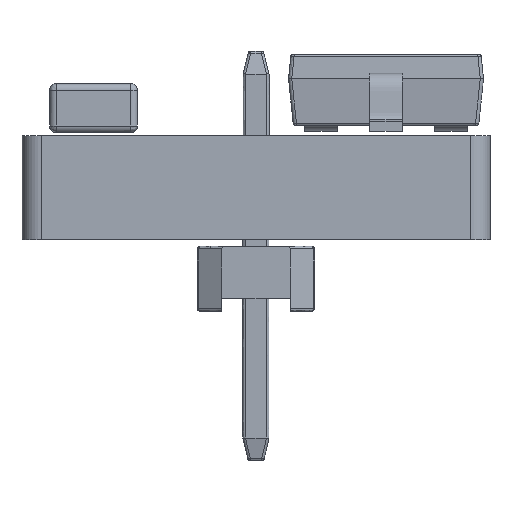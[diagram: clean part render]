
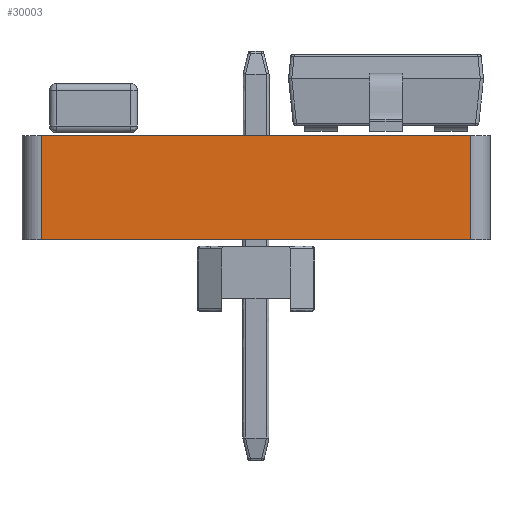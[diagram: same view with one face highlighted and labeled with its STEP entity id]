
A CAD part, front view. The second image highlights one B-rep face of the part: STEP entity #30003.
In plain terms, the highlighted planar face has unit normal (0, -1, 0).
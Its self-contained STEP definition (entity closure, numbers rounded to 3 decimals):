
#29885 = EDGE_CURVE('',#29886,#29888,#29890,.T.);
#29886 = VERTEX_POINT('',#29887);
#29887 = CARTESIAN_POINT('',(3.3,-1.6,0.));
#29888 = VERTEX_POINT('',#29889);
#29889 = CARTESIAN_POINT('',(3.3,-1.6,1.6));
#29890 = SURFACE_CURVE('',#29891,(#29895,#29907),.PCURVE_S1.);
#29891 = LINE('',#29892,#29893);
#29892 = CARTESIAN_POINT('',(3.3,-1.6,0.));
#29893 = VECTOR('',#29894,1.);
#29894 = DIRECTION('',(0.,0.,1.));
#29895 = PCURVE('',#29896,#29901);
#29896 = CYLINDRICAL_SURFACE('',#29897,0.3);
#29897 = AXIS2_PLACEMENT_3D('',#29898,#29899,#29900);
#29898 = CARTESIAN_POINT('',(3.3,-1.3,0.));
#29899 = DIRECTION('',(-0.,-0.,-1.));
#29900 = DIRECTION('',(1.,0.,-0.));
#29901 = DEFINITIONAL_REPRESENTATION('',(#29902),#29906);
#29902 = LINE('',#29903,#29904);
#29903 = CARTESIAN_POINT('',(-4.712,0.));
#29904 = VECTOR('',#29905,1.);
#29905 = DIRECTION('',(-0.,-1.));
#29906 = ( GEOMETRIC_REPRESENTATION_CONTEXT(2) 
PARAMETRIC_REPRESENTATION_CONTEXT() REPRESENTATION_CONTEXT('2D SPACE',''
  ) );
#29907 = PCURVE('',#29908,#29913);
#29908 = PLANE('',#29909);
#29909 = AXIS2_PLACEMENT_3D('',#29910,#29911,#29912);
#29910 = CARTESIAN_POINT('',(-3.3,-1.6,0.));
#29911 = DIRECTION('',(0.,1.,0.));
#29912 = DIRECTION('',(1.,0.,0.));
#29913 = DEFINITIONAL_REPRESENTATION('',(#29914),#29918);
#29914 = LINE('',#29915,#29916);
#29915 = CARTESIAN_POINT('',(6.6,0.));
#29916 = VECTOR('',#29917,1.);
#29917 = DIRECTION('',(0.,-1.));
#29918 = ( GEOMETRIC_REPRESENTATION_CONTEXT(2) 
PARAMETRIC_REPRESENTATION_CONTEXT() REPRESENTATION_CONTEXT('2D SPACE',''
  ) );
#29937 = PLANE('',#29938);
#29938 = AXIS2_PLACEMENT_3D('',#29939,#29940,#29941);
#29939 = CARTESIAN_POINT('',(0.,0.9,1.6));
#29940 = DIRECTION('',(0.,0.,1.));
#29941 = DIRECTION('',(1.,0.,-0.));
#29992 = PLANE('',#29993);
#29993 = AXIS2_PLACEMENT_3D('',#29994,#29995,#29996);
#29994 = CARTESIAN_POINT('',(0.,0.9,0.));
#29995 = DIRECTION('',(0.,0.,1.));
#29996 = DIRECTION('',(1.,0.,-0.));
#30003 = ADVANCED_FACE('',(#30004),#29908,.F.);
#30004 = FACE_BOUND('',#30005,.F.);
#30005 = EDGE_LOOP('',(#30006,#30036,#30057,#30058));
#30006 = ORIENTED_EDGE('',*,*,#30007,.T.);
#30007 = EDGE_CURVE('',#30008,#30010,#30012,.T.);
#30008 = VERTEX_POINT('',#30009);
#30009 = CARTESIAN_POINT('',(-3.3,-1.6,0.));
#30010 = VERTEX_POINT('',#30011);
#30011 = CARTESIAN_POINT('',(-3.3,-1.6,1.6));
#30012 = SURFACE_CURVE('',#30013,(#30017,#30024),.PCURVE_S1.);
#30013 = LINE('',#30014,#30015);
#30014 = CARTESIAN_POINT('',(-3.3,-1.6,0.));
#30015 = VECTOR('',#30016,1.);
#30016 = DIRECTION('',(0.,0.,1.));
#30017 = PCURVE('',#29908,#30018);
#30018 = DEFINITIONAL_REPRESENTATION('',(#30019),#30023);
#30019 = LINE('',#30020,#30021);
#30020 = CARTESIAN_POINT('',(0.,0.));
#30021 = VECTOR('',#30022,1.);
#30022 = DIRECTION('',(0.,-1.));
#30023 = ( GEOMETRIC_REPRESENTATION_CONTEXT(2) 
PARAMETRIC_REPRESENTATION_CONTEXT() REPRESENTATION_CONTEXT('2D SPACE',''
  ) );
#30024 = PCURVE('',#30025,#30030);
#30025 = CYLINDRICAL_SURFACE('',#30026,0.3);
#30026 = AXIS2_PLACEMENT_3D('',#30027,#30028,#30029);
#30027 = CARTESIAN_POINT('',(-3.3,-1.3,0.));
#30028 = DIRECTION('',(-0.,-0.,-1.));
#30029 = DIRECTION('',(1.,0.,-0.));
#30030 = DEFINITIONAL_REPRESENTATION('',(#30031),#30035);
#30031 = LINE('',#30032,#30033);
#30032 = CARTESIAN_POINT('',(-4.712,0.));
#30033 = VECTOR('',#30034,1.);
#30034 = DIRECTION('',(-0.,-1.));
#30035 = ( GEOMETRIC_REPRESENTATION_CONTEXT(2) 
PARAMETRIC_REPRESENTATION_CONTEXT() REPRESENTATION_CONTEXT('2D SPACE',''
  ) );
#30036 = ORIENTED_EDGE('',*,*,#30037,.T.);
#30037 = EDGE_CURVE('',#30010,#29888,#30038,.T.);
#30038 = SURFACE_CURVE('',#30039,(#30043,#30050),.PCURVE_S1.);
#30039 = LINE('',#30040,#30041);
#30040 = CARTESIAN_POINT('',(-3.3,-1.6,1.6));
#30041 = VECTOR('',#30042,1.);
#30042 = DIRECTION('',(1.,0.,0.));
#30043 = PCURVE('',#29908,#30044);
#30044 = DEFINITIONAL_REPRESENTATION('',(#30045),#30049);
#30045 = LINE('',#30046,#30047);
#30046 = CARTESIAN_POINT('',(0.,-1.6));
#30047 = VECTOR('',#30048,1.);
#30048 = DIRECTION('',(1.,0.));
#30049 = ( GEOMETRIC_REPRESENTATION_CONTEXT(2) 
PARAMETRIC_REPRESENTATION_CONTEXT() REPRESENTATION_CONTEXT('2D SPACE',''
  ) );
#30050 = PCURVE('',#29937,#30051);
#30051 = DEFINITIONAL_REPRESENTATION('',(#30052),#30056);
#30052 = LINE('',#30053,#30054);
#30053 = CARTESIAN_POINT('',(-3.3,-2.5));
#30054 = VECTOR('',#30055,1.);
#30055 = DIRECTION('',(1.,0.));
#30056 = ( GEOMETRIC_REPRESENTATION_CONTEXT(2) 
PARAMETRIC_REPRESENTATION_CONTEXT() REPRESENTATION_CONTEXT('2D SPACE',''
  ) );
#30057 = ORIENTED_EDGE('',*,*,#29885,.F.);
#30058 = ORIENTED_EDGE('',*,*,#30059,.F.);
#30059 = EDGE_CURVE('',#30008,#29886,#30060,.T.);
#30060 = SURFACE_CURVE('',#30061,(#30065,#30072),.PCURVE_S1.);
#30061 = LINE('',#30062,#30063);
#30062 = CARTESIAN_POINT('',(-3.3,-1.6,0.));
#30063 = VECTOR('',#30064,1.);
#30064 = DIRECTION('',(1.,0.,0.));
#30065 = PCURVE('',#29908,#30066);
#30066 = DEFINITIONAL_REPRESENTATION('',(#30067),#30071);
#30067 = LINE('',#30068,#30069);
#30068 = CARTESIAN_POINT('',(0.,0.));
#30069 = VECTOR('',#30070,1.);
#30070 = DIRECTION('',(1.,0.));
#30071 = ( GEOMETRIC_REPRESENTATION_CONTEXT(2) 
PARAMETRIC_REPRESENTATION_CONTEXT() REPRESENTATION_CONTEXT('2D SPACE',''
  ) );
#30072 = PCURVE('',#29992,#30073);
#30073 = DEFINITIONAL_REPRESENTATION('',(#30074),#30078);
#30074 = LINE('',#30075,#30076);
#30075 = CARTESIAN_POINT('',(-3.3,-2.5));
#30076 = VECTOR('',#30077,1.);
#30077 = DIRECTION('',(1.,0.));
#30078 = ( GEOMETRIC_REPRESENTATION_CONTEXT(2) 
PARAMETRIC_REPRESENTATION_CONTEXT() REPRESENTATION_CONTEXT('2D SPACE',''
  ) );
